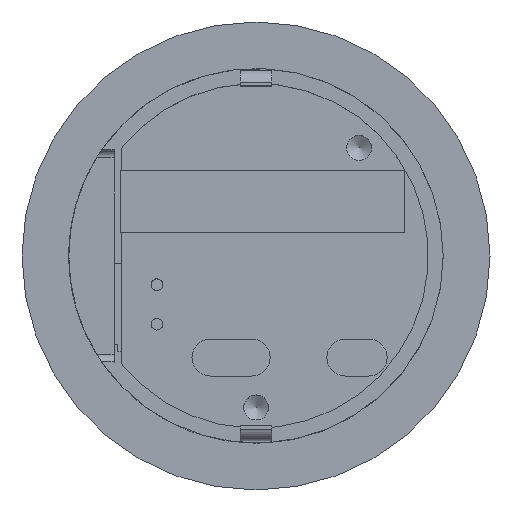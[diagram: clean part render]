
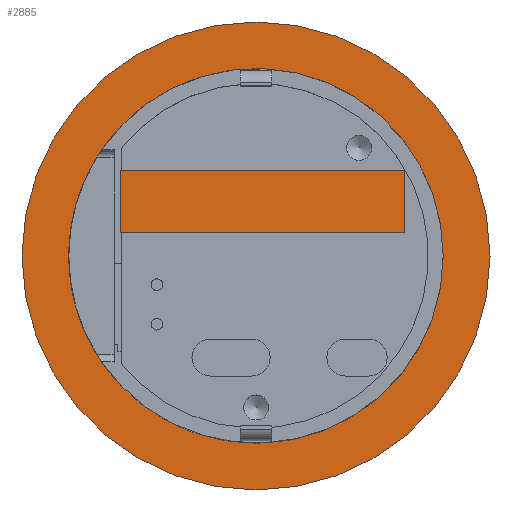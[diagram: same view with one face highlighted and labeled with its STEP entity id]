
A CAD part, top view. The second image highlights one B-rep face of the part: STEP entity #2885.
In plain terms, the highlighted planar face has unit normal (0, 0, 1).
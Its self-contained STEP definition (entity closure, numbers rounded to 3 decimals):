
#169=PLANE('',#3146);
#341=FACE_OUTER_BOUND('',#513,.T.);
#513=EDGE_LOOP('',(#2698));
#602=CIRCLE('',#3144,30.);
#1450=VERTEX_POINT('',#5730);
#1866=EDGE_CURVE('',#1450,#1450,#602,.T.);
#2698=ORIENTED_EDGE('',*,*,#1866,.F.);
#2885=ADVANCED_FACE('',(#341),#169,.F.);
#3144=AXIS2_PLACEMENT_3D('',#5732,#3812,#3813);
#3146=AXIS2_PLACEMENT_3D('',#5734,#3816,#3817);
#3812=DIRECTION('center_axis',(0.,0.,-1.));
#3813=DIRECTION('ref_axis',(1.,0.,0.));
#3816=DIRECTION('center_axis',(0.,0.,-1.));
#3817=DIRECTION('ref_axis',(1.,0.,0.));
#5730=CARTESIAN_POINT('',(180.,0.,-8.5));
#5732=CARTESIAN_POINT('Origin',(150.,0.,-8.5));
#5734=CARTESIAN_POINT('Origin',(150.,0.,-8.5));
